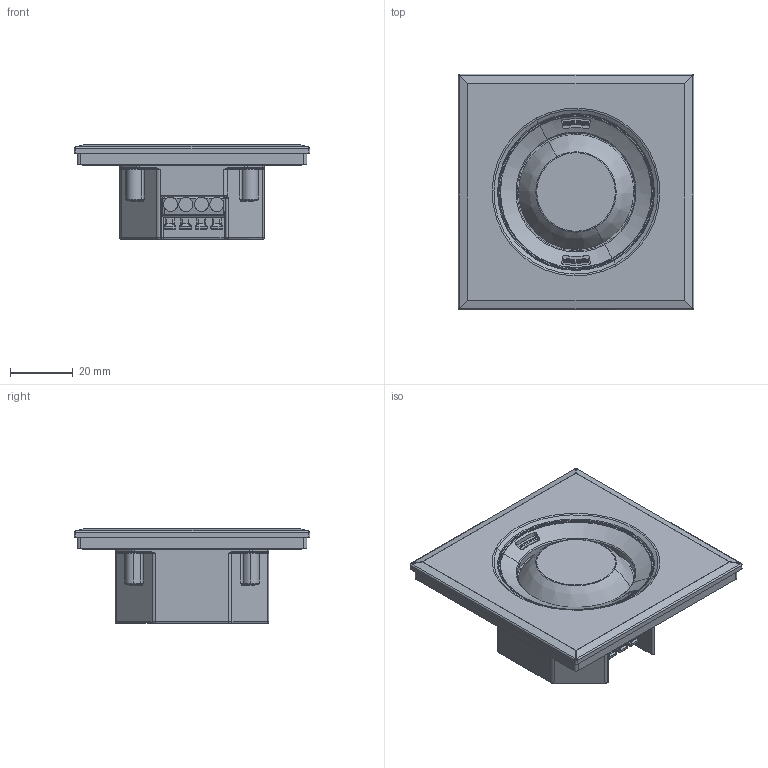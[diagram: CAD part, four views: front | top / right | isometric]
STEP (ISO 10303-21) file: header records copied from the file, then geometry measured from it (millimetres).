
FILE_DESCRIPTION((''),'2;1');
FILE_NAME('','',('none'),('none'),'','','none');
FILE_SCHEMA(('CONFIG_CONTROL_DESIGN'));
Length unit declared in the file: millimetre
Products named in the file (1): EP10427893
Bounding box: 75 x 75 x 30.1 mm (x, y, z)
Volume: 65469.2 mm3; surface area: 31464.3 mm2
Topology: 13 solids, 13 shells, 725 faces, 1740 edges, 1008 vertices
Faces by surface type: cylinder 282, plane 200, torus 131, bspline 42, sphere 38, cone 26, revolution 6
Entity records: 22891 total; most frequent: CARTESIAN_POINT 7452, ORIENTED_EDGE 3400, DIRECTION 2631, EDGE_CURVE 1700, AXIS2_PLACEMENT_3D 1311, VERTEX_POINT 1008, EDGE_LOOP 760, VECTOR 756
